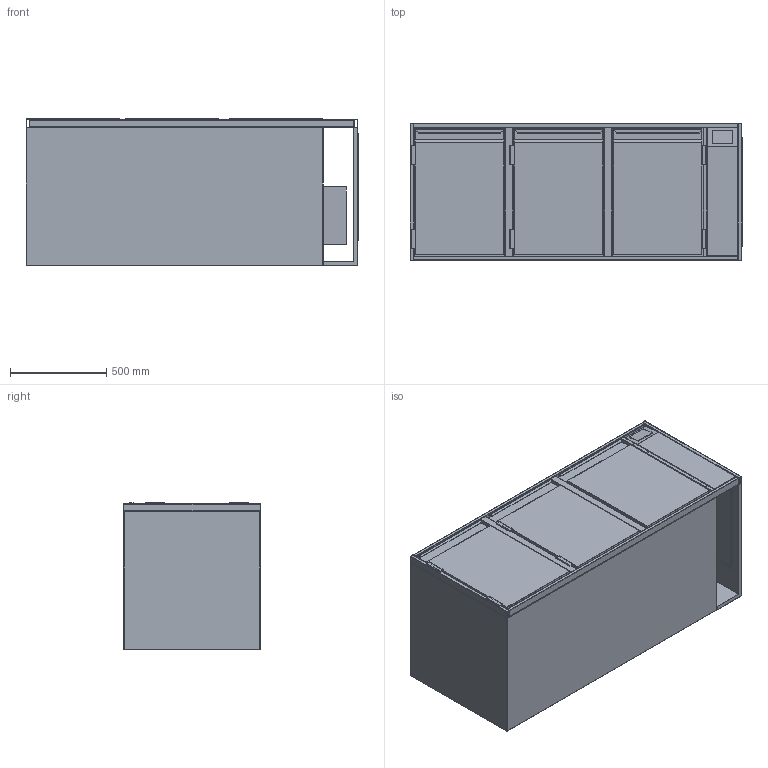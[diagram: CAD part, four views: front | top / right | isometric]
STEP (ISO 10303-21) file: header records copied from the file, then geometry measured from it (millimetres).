
FILE_DESCRIPTION (( 'STEP AP203' ), '1' );
FILE_NAME ('G-BKZ-3-71-R-3T.step', '2024-02-26T13:40:55', ( '' ), ( '' ), 'SwSTEP 2.0', 'SolidWorks 2023', '' );
FILE_SCHEMA (( 'CONFIG_CONTROL_DESIGN' ));
Length unit declared in the file: millimetre
Products named in the file (10): G-BKZ-3-71-R-3T; 20-03-43319_G-BK-Einbauelement-Tür-475-760-710-L; 24-02-55011_G-KT-Fach-Z-R-180-760-710; 21-01-47565_G-KT-FRR-710-1725--1545B-180; 20-03-43319_G-BK-Einbauelement-Tür-475-760-710-R; 18-06-35404_TUER-460-655-L; 20-03-43331_G-KT-Auflage-475-760-ohne-Rost; 24-02-55012_G-KT-Korpus-1545-760-710-R; 18-06-35404_TUER-460-655-R; 20-03-43318_G-KT-Rahmen-Tür-475-710
Assembly tree (20 placements, depth 3):
  G-BKZ-3-71-R-3T
    24-02-55012_G-KT-Korpus-1545-760-710-R
    21-01-47565_G-KT-FRR-710-1725--1545B-180
    24-02-55011_G-KT-Fach-Z-R-180-760-710
    20-03-43319_G-BK-Einbauelement-Tür-475-760-710-L  x2
      20-03-43318_G-KT-Rahmen-Tür-475-710
      18-06-35404_TUER-460-655-L
      20-03-43331_G-KT-Auflage-475-760-ohne-Rost
    20-03-43319_G-BK-Einbauelement-Tür-475-760-710-R
      20-03-43318_G-KT-Rahmen-Tür-475-710
      18-06-35404_TUER-460-655-R
      20-03-43331_G-KT-Auflage-475-760-ohne-Rost  x5
Bounding box: 1726 x 710 x 767.5 mm (x, y, z)
Volume: 221432149.4 mm3; surface area: 18934671.8 mm2
Topology: 44 solids, 44 shells, 1237 faces, 2897 edges, 1722 vertices
Faces by surface type: plane 745, cylinder 377, torus 48, sphere 46, bspline 21
Entity records: 19522 total; most frequent: CARTESIAN_POINT 3624, DIRECTION 3112, ORIENTED_EDGE 2960, EDGE_CURVE 1480, AXIS2_PLACEMENT_3D 1080, VECTOR 952, LINE 952, VERTEX_POINT 908
